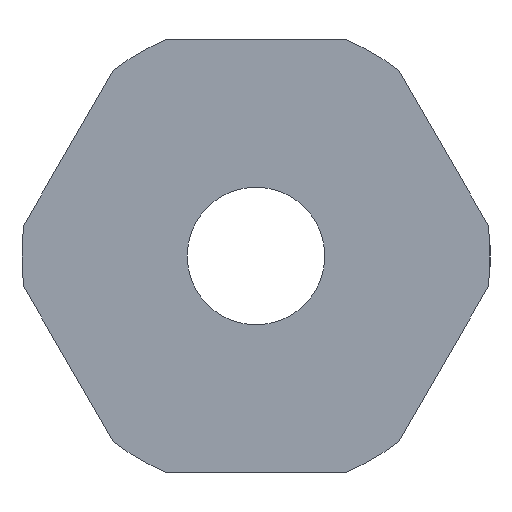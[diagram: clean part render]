
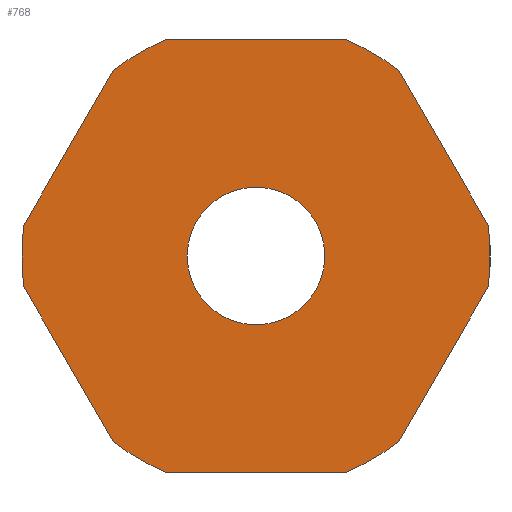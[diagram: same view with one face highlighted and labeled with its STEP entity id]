
A CAD part, left-side view. The second image highlights one B-rep face of the part: STEP entity #768.
In plain terms, the highlighted planar face has unit normal (-1, 0, 0).
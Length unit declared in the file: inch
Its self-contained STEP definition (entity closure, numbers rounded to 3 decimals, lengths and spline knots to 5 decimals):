
#4 = ORIENTED_EDGE ( 'NONE', *, *, #506, .F. ) ;
#22 = ORIENTED_EDGE ( 'NONE', *, *, #484, .F. ) ;
#23 = ORIENTED_EDGE ( 'NONE', *, *, #219, .F. ) ;
#35 = CARTESIAN_POINT ( 'NONE',  ( -2.9375, 0.10322, 0.25 ) ) ;
#40 = VECTOR ( 'NONE', #116, 39.37008 ) ;
#41 = AXIS2_PLACEMENT_3D ( 'NONE', #709, #635, #701 ) ;
#42 = CARTESIAN_POINT ( 'NONE',  ( -2.9375, 0., -0.25 ) ) ;
#50 = CARTESIAN_POINT ( 'NONE',  ( -2.9375, 0., 0.0795 ) ) ;
#52 = CARTESIAN_POINT ( 'NONE',  ( -2.9375, 0., 0. ) ) ;
#63 = LINE ( 'NONE', #567, #608 ) ;
#69 = DIRECTION ( 'NONE',  ( 1., 0., 0. ) ) ;
#71 = AXIS2_PLACEMENT_3D ( 'NONE', #722, #105, #366 ) ;
#77 = ORIENTED_EDGE ( 'NONE', *, *, #612, .F. ) ;
#78 = CARTESIAN_POINT ( 'NONE',  ( -2.9375, -0.26812, 0.0356 ) ) ;
#79 = VERTEX_POINT ( 'NONE', #50 ) ;
#85 = VERTEX_POINT ( 'NONE', #258 ) ;
#90 = EDGE_CURVE ( 'NONE', #130, #669, #799, .T. ) ;
#95 = AXIS2_PLACEMENT_3D ( 'NONE', #548, #69, #326 ) ;
#100 = DIRECTION ( 'NONE',  ( 0., 0., -1. ) ) ;
#105 = DIRECTION ( 'NONE',  ( 1., 0., 0. ) ) ;
#110 = DIRECTION ( 'NONE',  ( -1., 0., 0. ) ) ;
#116 = DIRECTION ( 'NONE',  ( 0., 1., 0. ) ) ;
#120 = CARTESIAN_POINT ( 'NONE',  ( -2.9375, 0.16489, 0.2144 ) ) ;
#130 = VERTEX_POINT ( 'NONE', #811 ) ;
#140 = PLANE ( 'NONE',  #95 ) ;
#141 = AXIS2_PLACEMENT_3D ( 'NONE', #367, #429, #100 ) ;
#147 = VERTEX_POINT ( 'NONE', #646 ) ;
#150 = EDGE_CURVE ( 'NONE', #749, #85, #660, .T. ) ;
#158 = DIRECTION ( 'NONE',  ( 0., -0.5, 0.866 ) ) ;
#173 = VERTEX_POINT ( 'NONE', #35 ) ;
#176 = EDGE_CURVE ( 'NONE', #351, #461, #647, .T. ) ;
#208 = DIRECTION ( 'NONE',  ( 0., 0., 1. ) ) ;
#212 = ORIENTED_EDGE ( 'NONE', *, *, #634, .F. ) ;
#219 = EDGE_CURVE ( 'NONE', #759, #276, #855, .T. ) ;
#227 = DIRECTION ( 'NONE',  ( 1., 0., 0. ) ) ;
#249 = DIRECTION ( 'NONE',  ( 1., 0., 0. ) ) ;
#254 = CARTESIAN_POINT ( 'NONE',  ( -2.9375, -0.21651, 0.125 ) ) ;
#258 = CARTESIAN_POINT ( 'NONE',  ( -2.9375, 0.16489, -0.2144 ) ) ;
#260 = CARTESIAN_POINT ( 'NONE',  ( -2.9375, -0.16489, -0.2144 ) ) ;
#276 = VERTEX_POINT ( 'NONE', #382 ) ;
#283 = CARTESIAN_POINT ( 'NONE',  ( -2.9375, 0.26812, 0.0356 ) ) ;
#291 = EDGE_LOOP ( 'NONE', ( #4, #661, #22, #23, #691, #871, #804, #832, #693, #77, #212, #342 ) ) ;
#303 = AXIS2_PLACEMENT_3D ( 'NONE', #52, #249, #579 ) ;
#326 = DIRECTION ( 'NONE',  ( 0., 0., -1. ) ) ;
#327 = VERTEX_POINT ( 'NONE', #597 ) ;
#342 = ORIENTED_EDGE ( 'NONE', *, *, #150, .F. ) ;
#346 = AXIS2_PLACEMENT_3D ( 'NONE', #450, #856, #522 ) ;
#347 = CARTESIAN_POINT ( 'NONE',  ( -2.9375, -0.16489, 0.2144 ) ) ;
#351 = VERTEX_POINT ( 'NONE', #260 ) ;
#366 = DIRECTION ( 'NONE',  ( 0., 0., -1. ) ) ;
#367 = CARTESIAN_POINT ( 'NONE',  ( -2.9375, 0., 0. ) ) ;
#368 = AXIS2_PLACEMENT_3D ( 'NONE', #848, #110, #787 ) ;
#382 = CARTESIAN_POINT ( 'NONE',  ( -2.9375, -0.26812, -0.0356 ) ) ;
#399 = FACE_BOUND ( 'NONE', #566, .T. ) ;
#401 = CARTESIAN_POINT ( 'NONE',  ( -2.9375, 0.21651, -0.125 ) ) ;
#403 = VECTOR ( 'NONE', #763, 39.37008 ) ;
#409 = EDGE_CURVE ( 'NONE', #669, #759, #592, .T. ) ;
#417 = EDGE_CURVE ( 'NONE', #681, #620, #63, .T. ) ;
#428 = VECTOR ( 'NONE', #851, 39.37008 ) ;
#429 = DIRECTION ( 'NONE',  ( 1., 0., 0. ) ) ;
#430 = EDGE_CURVE ( 'NONE', #147, #79, #831, .T. ) ;
#444 = AXIS2_PLACEMENT_3D ( 'NONE', #463, #473, #208 ) ;
#450 = CARTESIAN_POINT ( 'NONE',  ( -2.9375, 0., 0. ) ) ;
#461 = VERTEX_POINT ( 'NONE', #554 ) ;
#463 = CARTESIAN_POINT ( 'NONE',  ( -2.9375, 0., 0. ) ) ;
#472 = VECTOR ( 'NONE', #676, 39.37008 ) ;
#473 = DIRECTION ( 'NONE',  ( -1., 0., 0. ) ) ;
#479 = ORIENTED_EDGE ( 'NONE', *, *, #430, .F. ) ;
#483 = AXIS2_PLACEMENT_3D ( 'NONE', #842, #227, #505 ) ;
#484 = EDGE_CURVE ( 'NONE', #276, #351, #497, .T. ) ;
#497 = LINE ( 'NONE', #697, #403 ) ;
#505 = DIRECTION ( 'NONE',  ( 0., 0., -1. ) ) ;
#506 = EDGE_CURVE ( 'NONE', #461, #749, #853, .T. ) ;
#508 = CARTESIAN_POINT ( 'NONE',  ( -2.9375, 0., 0.25 ) ) ;
#515 = CIRCLE ( 'NONE', #368, 0.0795 ) ;
#522 = DIRECTION ( 'NONE',  ( 0., 0., -1. ) ) ;
#525 = DIRECTION ( 'NONE',  ( 0., -0.5, -0.866 ) ) ;
#548 = CARTESIAN_POINT ( 'NONE',  ( -2.9375, 0., 0. ) ) ;
#553 = EDGE_CURVE ( 'NONE', #173, #130, #653, .T. ) ;
#554 = CARTESIAN_POINT ( 'NONE',  ( -2.9375, -0.10322, -0.25 ) ) ;
#562 = VECTOR ( 'NONE', #525, 39.37008 ) ;
#566 = EDGE_LOOP ( 'NONE', ( #815, #479 ) ) ;
#567 = CARTESIAN_POINT ( 'NONE',  ( -2.9375, 0.21651, 0.125 ) ) ;
#571 = EDGE_CURVE ( 'NONE', #620, #173, #696, .T. ) ;
#579 = DIRECTION ( 'NONE',  ( 0., 0., -1. ) ) ;
#592 = LINE ( 'NONE', #254, #562 ) ;
#597 = CARTESIAN_POINT ( 'NONE',  ( -2.9375, 0.26812, -0.0356 ) ) ;
#608 = VECTOR ( 'NONE', #158, 39.37008 ) ;
#612 = EDGE_CURVE ( 'NONE', #327, #681, #825, .T. ) ;
#613 = EDGE_CURVE ( 'NONE', #79, #147, #515, .T. ) ;
#620 = VERTEX_POINT ( 'NONE', #120 ) ;
#634 = EDGE_CURVE ( 'NONE', #85, #327, #690, .T. ) ;
#635 = DIRECTION ( 'NONE',  ( 1., 0., 0. ) ) ;
#646 = CARTESIAN_POINT ( 'NONE',  ( -2.9375, 0., -0.0795 ) ) ;
#647 = CIRCLE ( 'NONE', #41, 0.27047 ) ;
#653 = LINE ( 'NONE', #508, #428 ) ;
#660 = CIRCLE ( 'NONE', #483, 0.27047 ) ;
#661 = ORIENTED_EDGE ( 'NONE', *, *, #176, .F. ) ;
#668 = FACE_OUTER_BOUND ( 'NONE', #291, .T. ) ;
#669 = VERTEX_POINT ( 'NONE', #347 ) ;
#676 = DIRECTION ( 'NONE',  ( 0., 0.5, 0.866 ) ) ;
#681 = VERTEX_POINT ( 'NONE', #283 ) ;
#690 = LINE ( 'NONE', #401, #472 ) ;
#691 = ORIENTED_EDGE ( 'NONE', *, *, #409, .F. ) ;
#693 = ORIENTED_EDGE ( 'NONE', *, *, #417, .F. ) ;
#696 = CIRCLE ( 'NONE', #303, 0.27047 ) ;
#697 = CARTESIAN_POINT ( 'NONE',  ( -2.9375, -0.21651, -0.125 ) ) ;
#701 = DIRECTION ( 'NONE',  ( 0., 0., -1. ) ) ;
#709 = CARTESIAN_POINT ( 'NONE',  ( -2.9375, 0., 0. ) ) ;
#722 = CARTESIAN_POINT ( 'NONE',  ( -2.9375, 0., 0. ) ) ;
#749 = VERTEX_POINT ( 'NONE', #756 ) ;
#756 = CARTESIAN_POINT ( 'NONE',  ( -2.9375, 0.10322, -0.25 ) ) ;
#759 = VERTEX_POINT ( 'NONE', #78 ) ;
#763 = DIRECTION ( 'NONE',  ( 0., 0.5, -0.866 ) ) ;
#768 = ADVANCED_FACE ( 'NONE', ( #399, #668 ), #140, .F. ) ;
#787 = DIRECTION ( 'NONE',  ( 0., 0., 1. ) ) ;
#799 = CIRCLE ( 'NONE', #346, 0.27047 ) ;
#804 = ORIENTED_EDGE ( 'NONE', *, *, #553, .F. ) ;
#811 = CARTESIAN_POINT ( 'NONE',  ( -2.9375, -0.10322, 0.25 ) ) ;
#815 = ORIENTED_EDGE ( 'NONE', *, *, #613, .F. ) ;
#825 = CIRCLE ( 'NONE', #71, 0.27047 ) ;
#831 = CIRCLE ( 'NONE', #444, 0.0795 ) ;
#832 = ORIENTED_EDGE ( 'NONE', *, *, #571, .F. ) ;
#842 = CARTESIAN_POINT ( 'NONE',  ( -2.9375, 0., 0. ) ) ;
#848 = CARTESIAN_POINT ( 'NONE',  ( -2.9375, 0., 0. ) ) ;
#851 = DIRECTION ( 'NONE',  ( 0., -1., 0. ) ) ;
#853 = LINE ( 'NONE', #42, #40 ) ;
#855 = CIRCLE ( 'NONE', #141, 0.27047 ) ;
#856 = DIRECTION ( 'NONE',  ( 1., 0., 0. ) ) ;
#871 = ORIENTED_EDGE ( 'NONE', *, *, #90, .F. ) ;
